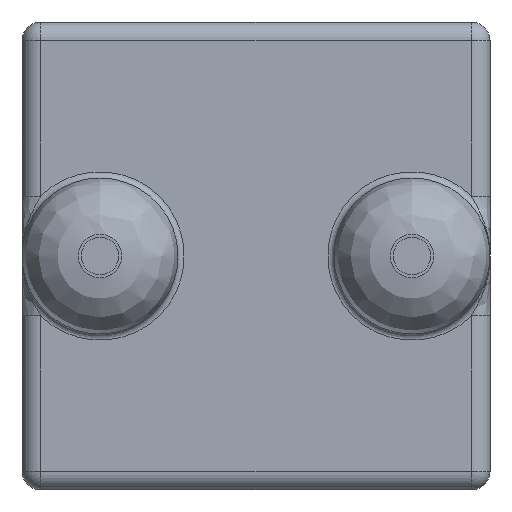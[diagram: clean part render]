
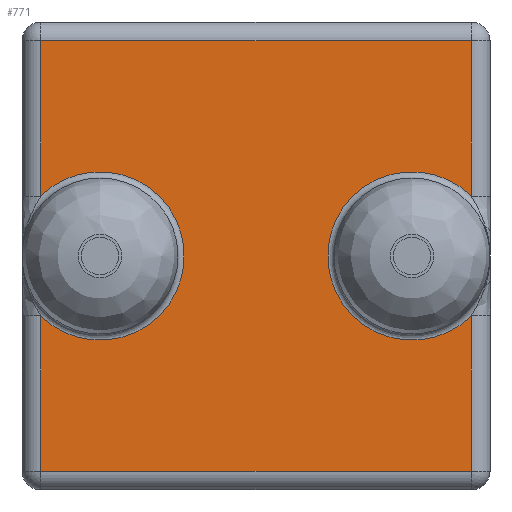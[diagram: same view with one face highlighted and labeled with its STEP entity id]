
A CAD part, front view. The second image highlights one B-rep face of the part: STEP entity #771.
In plain terms, the highlighted planar face has unit normal (0, -1, 0).
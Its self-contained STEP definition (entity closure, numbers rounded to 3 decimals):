
#125=LINE('',#1296,#155);
#127=LINE('',#1334,#157);
#129=LINE('',#1344,#159);
#130=LINE('',#1484,#160);
#131=LINE('',#1486,#161);
#132=LINE('',#1487,#162);
#155=VECTOR('',#1017,10.);
#157=VECTOR('',#1025,10.);
#159=VECTOR('',#1037,10.);
#160=VECTOR('',#1060,10.);
#161=VECTOR('',#1061,10.);
#162=VECTOR('',#1062,10.);
#213=FACE_OUTER_BOUND('',#265,.T.);
#265=EDGE_LOOP('',(#628,#629,#630,#631,#632,#633,#634,#635));
#324=CIRCLE('',#871,1.35);
#328=CIRCLE('',#876,1.35);
#380=VERTEX_POINT('',#1292);
#381=VERTEX_POINT('',#1294);
#384=VERTEX_POINT('',#1332);
#387=VERTEX_POINT('',#1342);
#392=VERTEX_POINT('',#1467);
#396=VERTEX_POINT('',#1481);
#397=VERTEX_POINT('',#1483);
#398=VERTEX_POINT('',#1485);
#457=EDGE_CURVE('',#381,#380,#125,.T.);
#462=EDGE_CURVE('',#384,#381,#127,.T.);
#467=EDGE_CURVE('',#387,#384,#129,.T.);
#476=EDGE_CURVE('',#380,#392,#324,.T.);
#481=EDGE_CURVE('',#396,#387,#328,.T.);
#482=EDGE_CURVE('',#397,#396,#130,.T.);
#483=EDGE_CURVE('',#398,#397,#131,.T.);
#484=EDGE_CURVE('',#392,#398,#132,.T.);
#628=ORIENTED_EDGE('',*,*,#457,.F.);
#629=ORIENTED_EDGE('',*,*,#462,.F.);
#630=ORIENTED_EDGE('',*,*,#467,.F.);
#631=ORIENTED_EDGE('',*,*,#481,.F.);
#632=ORIENTED_EDGE('',*,*,#482,.F.);
#633=ORIENTED_EDGE('',*,*,#483,.F.);
#634=ORIENTED_EDGE('',*,*,#484,.F.);
#635=ORIENTED_EDGE('',*,*,#476,.F.);
#738=PLANE('',#875);
#771=ADVANCED_FACE('',(#213),#738,.F.);
#871=AXIS2_PLACEMENT_3D('',#1468,#1048,#1049);
#875=AXIS2_PLACEMENT_3D('',#1480,#1056,#1057);
#876=AXIS2_PLACEMENT_3D('',#1482,#1058,#1059);
#1017=DIRECTION('',(0.,0.,-1.));
#1025=DIRECTION('',(1.,0.,0.));
#1037=DIRECTION('',(0.,0.,1.));
#1048=DIRECTION('center_axis',(0.,-1.,0.));
#1049=DIRECTION('ref_axis',(-1.,0.,0.));
#1056=DIRECTION('center_axis',(0.,1.,0.));
#1057=DIRECTION('ref_axis',(0.,0.,1.));
#1058=DIRECTION('center_axis',(0.,-1.,0.));
#1059=DIRECTION('ref_axis',(1.,0.,0.));
#1060=DIRECTION('',(0.,0.,1.));
#1061=DIRECTION('',(-1.,0.,0.));
#1062=DIRECTION('',(0.,0.,-1.));
#1292=CARTESIAN_POINT('',(-0.3,-6.,4.709));
#1294=CARTESIAN_POINT('',(-0.3,-6.,7.2));
#1296=CARTESIAN_POINT('',(-0.3,-6.,2.025));
#1332=CARTESIAN_POINT('',(-7.2,-6.,7.2));
#1334=CARTESIAN_POINT('',(-2.025,-6.,7.2));
#1342=CARTESIAN_POINT('',(-7.2,-6.,4.709));
#1344=CARTESIAN_POINT('',(-7.2,-6.,5.475));
#1467=CARTESIAN_POINT('',(-0.3,-6.,2.791));
#1468=CARTESIAN_POINT('Origin',(-1.25,-6.,3.75));
#1480=CARTESIAN_POINT('Origin',(-3.75,-6.,3.75));
#1481=CARTESIAN_POINT('',(-7.2,-6.,2.791));
#1482=CARTESIAN_POINT('Origin',(-6.25,-6.,3.75));
#1483=CARTESIAN_POINT('',(-7.2,-6.,0.3));
#1484=CARTESIAN_POINT('',(-7.2,-6.,5.475));
#1485=CARTESIAN_POINT('',(-0.3,-6.,0.3));
#1486=CARTESIAN_POINT('',(-5.475,-6.,0.3));
#1487=CARTESIAN_POINT('',(-0.3,-6.,2.025));
